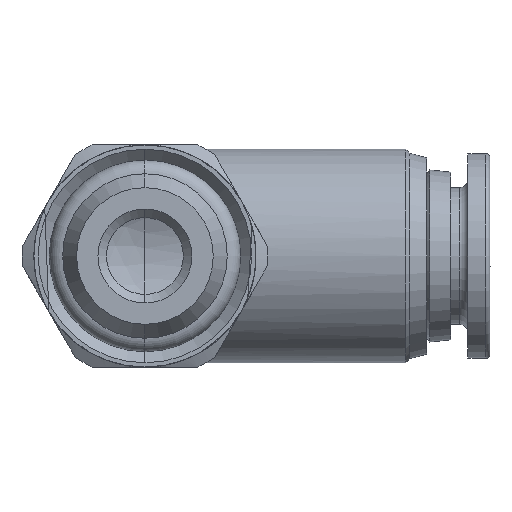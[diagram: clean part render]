
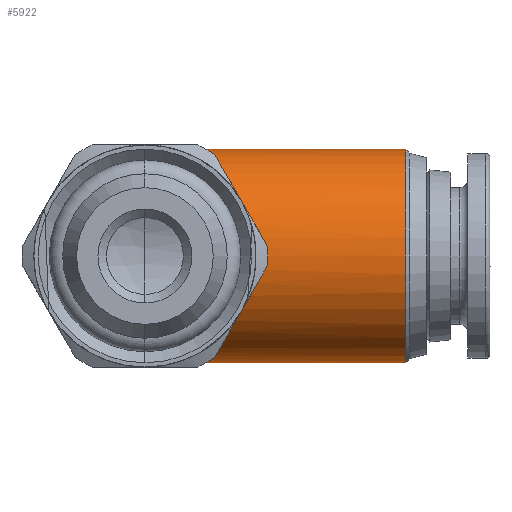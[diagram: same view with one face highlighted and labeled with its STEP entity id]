
A CAD part, front view. The second image highlights one B-rep face of the part: STEP entity #5922.
In plain terms, the highlighted cylindrical face has radius 6.25 mm (diameter 12.5 mm), a partial arc.
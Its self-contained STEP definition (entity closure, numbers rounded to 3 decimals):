
#56 = ORIENTED_EDGE ( 'NONE', *, *, #2269, .T. ) ;
#243 = DIRECTION ( 'NONE',  ( -1., 0., 0. ) ) ;
#673 = VERTEX_POINT ( 'NONE', #3362 ) ;
#774 = VERTEX_POINT ( 'NONE', #8370 ) ;
#957 = CARTESIAN_POINT ( 'NONE',  ( 15.268, 14.4, -6.25 ) ) ;
#992 = CARTESIAN_POINT ( 'NONE',  ( 2.228, 12.172, 5.839 ) ) ;
#1214 = LINE ( 'NONE', #7892, #2974 ) ;
#1412 = VERTEX_POINT ( 'NONE', #957 ) ;
#1568 = EDGE_CURVE ( 'NONE', #8388, #774, #9613, .T. ) ;
#1930 = CYLINDRICAL_SURFACE ( 'NONE', #6636, 6.25 ) ;
#2051 = CARTESIAN_POINT ( 'NONE',  ( 2.228, 12.172, 5.839 ) ) ;
#2236 = ORIENTED_EDGE ( 'NONE', *, *, #9536, .T. ) ;
#2269 = EDGE_CURVE ( 'NONE', #673, #8388, #3280, .T. ) ;
#2631 = DIRECTION ( 'NONE',  ( -1., 0., 0. ) ) ;
#2781 = DIRECTION ( 'NONE',  ( -1., 0., 0. ) ) ;
#2945 = VERTEX_POINT ( 'NONE', #4976 ) ;
#2974 = VECTOR ( 'NONE', #2631, 1000. ) ;
#2987 = EDGE_CURVE ( 'NONE', #2945, #673, #6072, .T. ) ;
#3110 = ORIENTED_EDGE ( 'NONE', *, *, #8791, .T. ) ;
#3280 =( BOUNDED_CURVE ( )  B_SPLINE_CURVE ( 3, ( #8334, #7586, #8380, #3843 ),
 .UNSPECIFIED., .F., .F. ) 
 B_SPLINE_CURVE_WITH_KNOTS ( ( 4, 4 ),
 ( 3.142, 4.348 ),
 .UNSPECIFIED. ) 
 CURVE ( )  GEOMETRIC_REPRESENTATION_ITEM ( )  RATIONAL_B_SPLINE_CURVE ( ( 1., 0.882, 0.882, 1. ) ) 
 REPRESENTATION_ITEM ( '' )  );
#3362 = CARTESIAN_POINT ( 'NONE',  ( 6.25, 8.15, 0. ) ) ;
#3481 = CARTESIAN_POINT ( 'NONE',  ( 2.825, 14.4, -6.25 ) ) ;
#3516 = CARTESIAN_POINT ( 'NONE',  ( 2.621, 13.636, -6.25 ) ) ;
#3552 = CARTESIAN_POINT ( 'NONE',  ( 2.419, 12.885, -6.112 ) ) ;
#3558 = CARTESIAN_POINT ( 'NONE',  ( 4.731, 9.669, 4.884 ) ) ;
#3609 = CARTESIAN_POINT ( 'NONE',  ( 2.228, 12.172, -5.839 ) ) ;
#3843 = CARTESIAN_POINT ( 'NONE',  ( 2.228, 12.172, -5.839 ) ) ;
#4299 = CARTESIAN_POINT ( 'NONE',  ( 6.25, 8.15, 2.678 ) ) ;
#4334 = CIRCLE ( 'NONE', #7679, 6.25 ) ;
#4535 = CARTESIAN_POINT ( 'NONE',  ( 2.228, 12.172, -5.839 ) ) ;
#4631 = FACE_OUTER_BOUND ( 'NONE', #5746, .T. ) ;
#4777 = CARTESIAN_POINT ( 'NONE',  ( 0., 14.4, 0. ) ) ;
#4802 = DIRECTION ( 'NONE',  ( 0., 0., 1. ) ) ;
#4976 = CARTESIAN_POINT ( 'NONE',  ( 2.228, 12.172, 5.839 ) ) ;
#5189 =( BOUNDED_CURVE ( )  B_SPLINE_CURVE ( 3, ( #8503, #6931, #5481, #992 ),
 .UNSPECIFIED., .F., .F. ) 
 B_SPLINE_CURVE_WITH_KNOTS ( ( 4, 4 ),
 ( 4.712, 5.077 ),
 .UNSPECIFIED. ) 
 CURVE ( )  GEOMETRIC_REPRESENTATION_ITEM ( )  RATIONAL_B_SPLINE_CURVE ( ( 1., 0.989, 0.989, 1. ) ) 
 REPRESENTATION_ITEM ( '' )  );
#5294 = CARTESIAN_POINT ( 'NONE',  ( 2.825, 14.4, 6.25 ) ) ;
#5408 = CARTESIAN_POINT ( 'NONE',  ( 0., 14.4, 6.25 ) ) ;
#5481 = CARTESIAN_POINT ( 'NONE',  ( 2.419, 12.885, 6.112 ) ) ;
#5746 = EDGE_LOOP ( 'NONE', ( #9149, #8023, #3110, #2236, #9235, #56, #7298 ) ) ;
#5922 = ADVANCED_FACE ( 'NONE', ( #4631 ), #1930, .T. ) ;
#6010 = EDGE_CURVE ( 'NONE', #1412, #774, #1214, .T. ) ;
#6072 =( BOUNDED_CURVE ( )  B_SPLINE_CURVE ( 3, ( #2051, #3558, #4299, #9600 ),
 .UNSPECIFIED., .F., .F. ) 
 B_SPLINE_CURVE_WITH_KNOTS ( ( 4, 4 ),
 ( 1.935, 3.142 ),
 .UNSPECIFIED. ) 
 CURVE ( )  GEOMETRIC_REPRESENTATION_ITEM ( )  RATIONAL_B_SPLINE_CURVE ( ( 1., 0.882, 0.882, 1. ) ) 
 REPRESENTATION_ITEM ( '' )  );
#6597 = VERTEX_POINT ( 'NONE', #5294 ) ;
#6636 = AXIS2_PLACEMENT_3D ( 'NONE', #4777, #243, #4802 ) ;
#6931 = CARTESIAN_POINT ( 'NONE',  ( 2.621, 13.636, 6.25 ) ) ;
#7271 = CARTESIAN_POINT ( 'NONE',  ( 15.268, 14.4, 0. ) ) ;
#7298 = ORIENTED_EDGE ( 'NONE', *, *, #1568, .T. ) ;
#7347 = CARTESIAN_POINT ( 'NONE',  ( 15.268, 14.4, 6.25 ) ) ;
#7586 = CARTESIAN_POINT ( 'NONE',  ( 6.25, 8.15, -2.678 ) ) ;
#7634 = VERTEX_POINT ( 'NONE', #7347 ) ;
#7679 = AXIS2_PLACEMENT_3D ( 'NONE', #7271, #2781, #8048 ) ;
#7892 = CARTESIAN_POINT ( 'NONE',  ( 0., 14.4, -6.25 ) ) ;
#8023 = ORIENTED_EDGE ( 'NONE', *, *, #8194, .T. ) ;
#8048 = DIRECTION ( 'NONE',  ( 0., 0., 1. ) ) ;
#8194 = EDGE_CURVE ( 'NONE', #1412, #7634, #4334, .T. ) ;
#8216 = VECTOR ( 'NONE', #9239, 1000. ) ;
#8334 = CARTESIAN_POINT ( 'NONE',  ( 6.25, 8.15, 0. ) ) ;
#8370 = CARTESIAN_POINT ( 'NONE',  ( 2.825, 14.4, -6.25 ) ) ;
#8380 = CARTESIAN_POINT ( 'NONE',  ( 4.731, 9.669, -4.884 ) ) ;
#8388 = VERTEX_POINT ( 'NONE', #4535 ) ;
#8503 = CARTESIAN_POINT ( 'NONE',  ( 2.825, 14.4, 6.25 ) ) ;
#8791 = EDGE_CURVE ( 'NONE', #7634, #6597, #8941, .T. ) ;
#8941 = LINE ( 'NONE', #5408, #8216 ) ;
#9149 = ORIENTED_EDGE ( 'NONE', *, *, #6010, .F. ) ;
#9235 = ORIENTED_EDGE ( 'NONE', *, *, #2987, .T. ) ;
#9239 = DIRECTION ( 'NONE',  ( -1., 0., 0. ) ) ;
#9536 = EDGE_CURVE ( 'NONE', #6597, #2945, #5189, .T. ) ;
#9600 = CARTESIAN_POINT ( 'NONE',  ( 6.25, 8.15, 0. ) ) ;
#9613 =( BOUNDED_CURVE ( )  B_SPLINE_CURVE ( 3, ( #3609, #3552, #3516, #3481 ),
 .UNSPECIFIED., .F., .F. ) 
 B_SPLINE_CURVE_WITH_KNOTS ( ( 4, 4 ),
 ( 1.206, 1.571 ),
 .UNSPECIFIED. ) 
 CURVE ( )  GEOMETRIC_REPRESENTATION_ITEM ( )  RATIONAL_B_SPLINE_CURVE ( ( 1., 0.989, 0.989, 1. ) ) 
 REPRESENTATION_ITEM ( '' )  );
